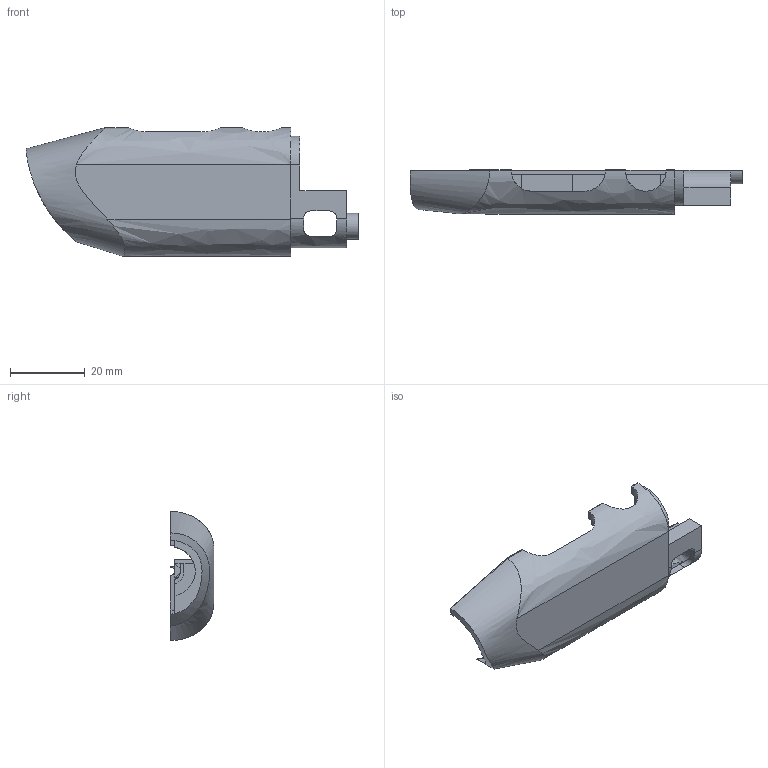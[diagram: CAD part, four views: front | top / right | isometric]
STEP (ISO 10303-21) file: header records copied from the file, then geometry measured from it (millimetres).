
FILE_DESCRIPTION(/* description */ (''),/* implementation_level */ '2;1');
FILE_NAME(/* name */ '3DDRAW~2',/* time_stamp */ '2019-10-18T18:07:14+02:00',/* author */ (''),/* organization */ (''),/* preprocessor_version */ 'ST-DEVELOPER v16.5',/* originating_system */ '',/* authorisation */ '');
FILE_SCHEMA (('AUTOMOTIVE_DESIGN'));
Length unit declared in the file: millimetre
Products named in the file (1): Document
Bounding box: 88.56 x 11.7 x 34.41 mm (x, y, z)
Volume: 13061.2 mm3; surface area: 8487.7 mm2
Topology: 1 solids, 1 shells, 198 faces, 523 edges, 327 vertices
Faces by surface type: plane 108, bspline 90
Entity records: 8616 total; most frequent: CARTESIAN_POINT 5306, ORIENTED_EDGE 1046, EDGE_CURVE 523, B_SPLINE_CURVE_WITH_KNOTS 408, VERTEX_POINT 327, EDGE_LOOP 202, ADVANCED_FACE 198, FACE_OUTER_BOUND 198
